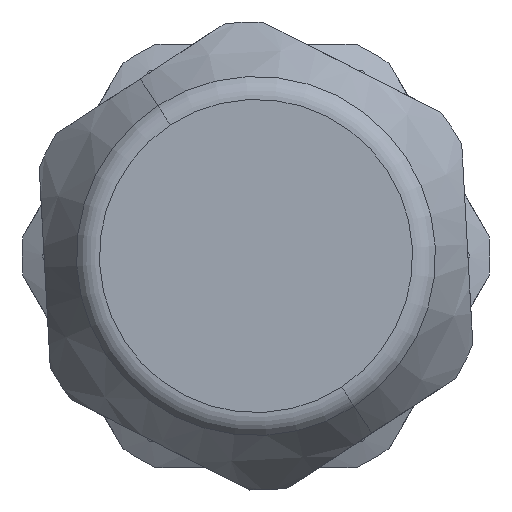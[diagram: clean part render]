
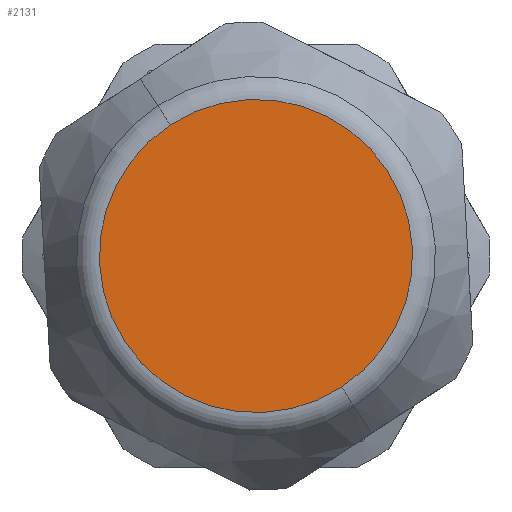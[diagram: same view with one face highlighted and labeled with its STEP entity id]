
A CAD part, front view. The second image highlights one B-rep face of the part: STEP entity #2131.
In plain terms, the highlighted planar face has unit normal (0, -1, 0).
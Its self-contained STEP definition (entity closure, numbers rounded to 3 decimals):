
#50 = CARTESIAN_POINT ( 'NONE',  ( 3.239, -17.25, -4.958 ) ) ;
#51 = CARTESIAN_POINT ( 'NONE',  ( -3.239, -17.25, 4.958 ) ) ;
#472 = CARTESIAN_POINT ( 'NONE',  ( 0., -17.25, 0. ) ) ;
#473 = DIRECTION ( 'NONE',  ( 0., -1., 0. ) ) ;
#474 = DIRECTION ( 'NONE',  ( -0.547, 0., 0.837 ) ) ;
#682 = FACE_OUTER_BOUND ( 'NONE', #927, .T. ) ;
#730 = CIRCLE ( 'NONE', #1969, 5.923 ) ;
#820 = CIRCLE ( 'NONE', #2010, 5.923 ) ;
#927 = EDGE_LOOP ( 'NONE', ( #1364, #1365 ) ) ;
#1306 = CARTESIAN_POINT ( 'NONE',  ( 3.63, -17.25, 0. ) ) ;
#1308 = PLANE ( 'NONE',  #1937 ) ;
#1310 = DIRECTION ( 'NONE',  ( 0., 1., 0. ) ) ;
#1311 = DIRECTION ( 'NONE',  ( 0., 0., 1. ) ) ;
#1364 = ORIENTED_EDGE ( 'NONE', *, *, #2169, .T. ) ;
#1365 = ORIENTED_EDGE ( 'NONE', *, *, #2278, .T. ) ;
#1487 = VERTEX_POINT ( 'NONE', #51 ) ;
#1488 = VERTEX_POINT ( 'NONE', #50 ) ;
#1748 = CARTESIAN_POINT ( 'NONE',  ( 0., -17.25, 0. ) ) ;
#1749 = DIRECTION ( 'NONE',  ( 0., -1., 0. ) ) ;
#1750 = DIRECTION ( 'NONE',  ( -0.547, 0., 0.837 ) ) ;
#1937 = AXIS2_PLACEMENT_3D ( 'NONE', #1306, #1310, #1311 ) ;
#1969 = AXIS2_PLACEMENT_3D ( 'NONE', #1748, #1749, #1750 ) ;
#2010 = AXIS2_PLACEMENT_3D ( 'NONE', #472, #473, #474 ) ;
#2131 = ADVANCED_FACE ( 'NONE', ( #682 ), #1308, .F. ) ;
#2169 = EDGE_CURVE ( 'NONE', #1487, #1488, #730, .T. ) ;
#2278 = EDGE_CURVE ( 'NONE', #1488, #1487, #820, .T. ) ;
